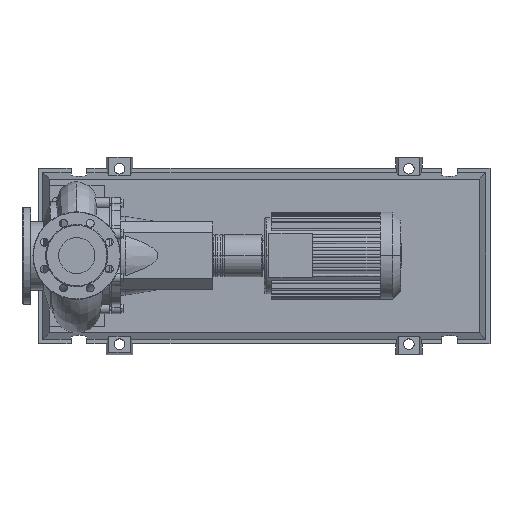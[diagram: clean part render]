
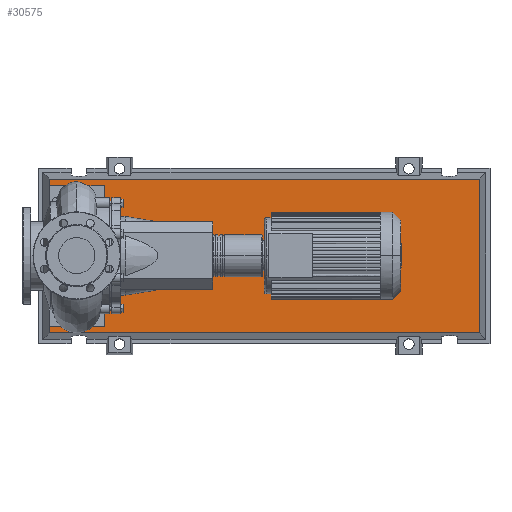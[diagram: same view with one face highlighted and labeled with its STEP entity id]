
A CAD part, top view. The second image highlights one B-rep face of the part: STEP entity #30575.
In plain terms, the highlighted planar face has unit normal (0, 0, 1).
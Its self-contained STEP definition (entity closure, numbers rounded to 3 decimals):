
#30256=CARTESIAN_POINT('',(917.971,-175.471,103.0));
#30257=VERTEX_POINT('',#30256);
#30264=CARTESIAN_POINT('',(-62.971,-175.471,103.0));
#30265=VERTEX_POINT('',#30264);
#30266=CARTESIAN_POINT('',(917.971,-175.471,103.0));
#30267=DIRECTION('',(-1.0,0.0,0.0));
#30268=VECTOR('',#30267,980.941);
#30269=LINE('',#30266,#30268);
#30270=EDGE_CURVE('',#30257,#30265,#30269,.T.);
#30488=CARTESIAN_POINT('',(917.971,175.471,103.0));
#30489=VERTEX_POINT('',#30488);
#30490=CARTESIAN_POINT('',(917.971,175.471,103.0));
#30491=DIRECTION('',(0.0,-1.0,0.0));
#30492=VECTOR('',#30491,350.941);
#30493=LINE('',#30490,#30492);
#30494=EDGE_CURVE('',#30489,#30257,#30493,.T.);
#30512=CARTESIAN_POINT('',(-62.971,175.471,103.0));
#30513=VERTEX_POINT('',#30512);
#30514=CARTESIAN_POINT('',(-62.971,-175.471,103.0));
#30515=DIRECTION('',(0.0,1.0,0.0));
#30516=VECTOR('',#30515,350.941);
#30517=LINE('',#30514,#30516);
#30518=EDGE_CURVE('',#30265,#30513,#30517,.T.);
#30551=CARTESIAN_POINT('',(-62.971,175.471,103.0));
#30552=DIRECTION('',(1.0,0.0,0.0));
#30553=VECTOR('',#30552,980.941);
#30554=LINE('',#30551,#30553);
#30555=EDGE_CURVE('',#30513,#30489,#30554,.T.);
#30564=CARTESIAN_POINT('',(427.5,0.,103.0));
#30565=DIRECTION('',(0.0,0.0,1.0));
#30566=DIRECTION('',(1.0,0.0,0.0));
#30567=AXIS2_PLACEMENT_3D('',#30564,#30565,#30566);
#30568=PLANE('',#30567);
#30569=ORIENTED_EDGE('',*,*,#30494,.F.);
#30570=ORIENTED_EDGE('',*,*,#30555,.F.);
#30571=ORIENTED_EDGE('',*,*,#30518,.F.);
#30572=ORIENTED_EDGE('',*,*,#30270,.F.);
#30573=EDGE_LOOP('',(#30569,#30570,#30571,#30572));
#30574=FACE_OUTER_BOUND('',#30573,.T.);
#30575=ADVANCED_FACE('',(#30574),#30568,.T.);
